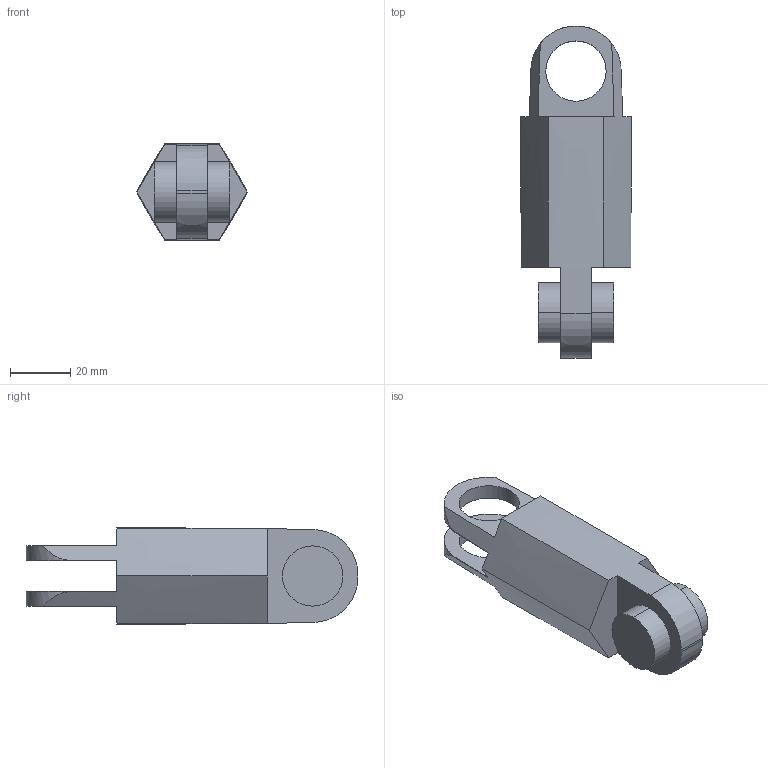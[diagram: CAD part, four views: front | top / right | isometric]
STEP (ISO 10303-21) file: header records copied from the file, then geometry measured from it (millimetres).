
FILE_DESCRIPTION (( 'STEP AP203' ), '1' );
FILE_NAME ('BrazoB_1_Predeterminado_sldprt.STEP', '2021-06-26T04:30:24', ( '' ), ( '' ), 'SwSTEP 2.0', 'SolidWorks 2020', '' );
FILE_SCHEMA (( 'CONFIG_CONTROL_DESIGN' ));
Length unit declared in the file: centimetre
Products named in the file (1): BrazoB_1_Predeterminado_sldprt
Bounding box: 36.74 x 110 x 32 mm (x, y, z)
Volume: 61449.8 mm3; surface area: 13244.6 mm2
Topology: 1 solids, 1 shells, 40 faces, 104 edges, 68 vertices
Faces by surface type: plane 20, cylinder 12, bspline 8
Entity records: 1521 total; most frequent: CARTESIAN_POINT 539, ORIENTED_EDGE 208, DIRECTION 154, EDGE_CURVE 104, VERTEX_POINT 68, AXIS2_PLACEMENT_3D 61, EDGE_LOOP 46, B_SPLINE_CURVE_WITH_KNOTS 44
